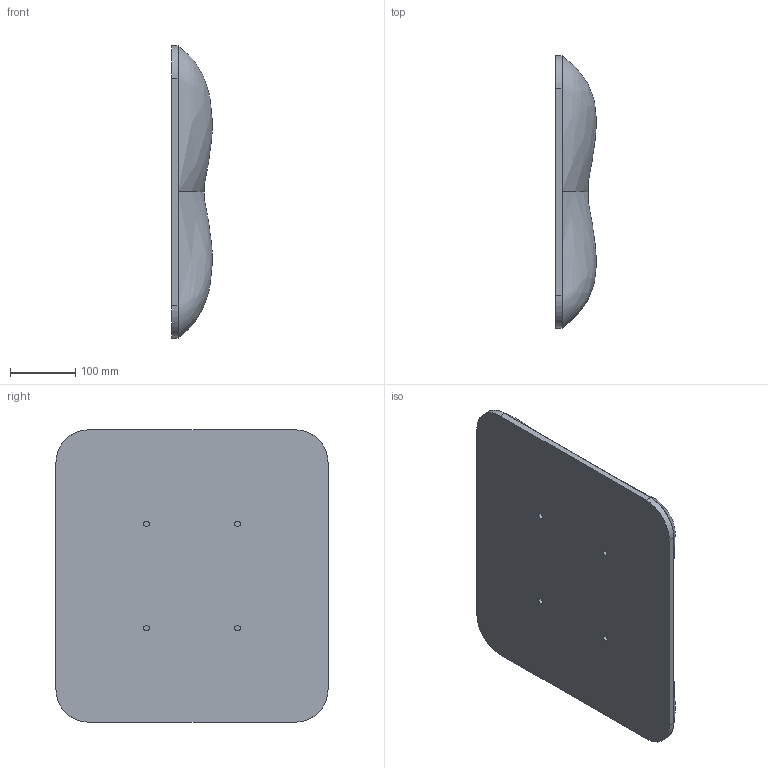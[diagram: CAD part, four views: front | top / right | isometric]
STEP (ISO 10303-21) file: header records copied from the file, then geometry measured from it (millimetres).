
FILE_DESCRIPTION (( 'STEP AP203' ), '1' );
FILE_NAME ('LEG REST.STEP', '2025-09-14T07:41:24', ( '' ), ( '' ), 'SwSTEP 2.0', 'SolidWorks 2024', '' );
FILE_SCHEMA (( 'CONFIG_CONTROL_DESIGN' ));
Length unit declared in the file: millimetre
Products named in the file (1): LEG REST
Bounding box: 62.85 x 417.82 x 448.85 mm (x, y, z)
Volume: 7999255.5 mm3; surface area: 471801.1 mm2
Topology: 2 solids, 2 shells, 45 faces, 106 edges, 70 vertices
Faces by surface type: cylinder 21, bspline 15, plane 9
Entity records: 3005 total; most frequent: CARTESIAN_POINT 1987, ORIENTED_EDGE 212, DIRECTION 154, EDGE_CURVE 106, VERTEX_POINT 70, AXIS2_PLACEMENT_3D 57, EDGE_LOOP 50, FACE_OUTER_BOUND 45
